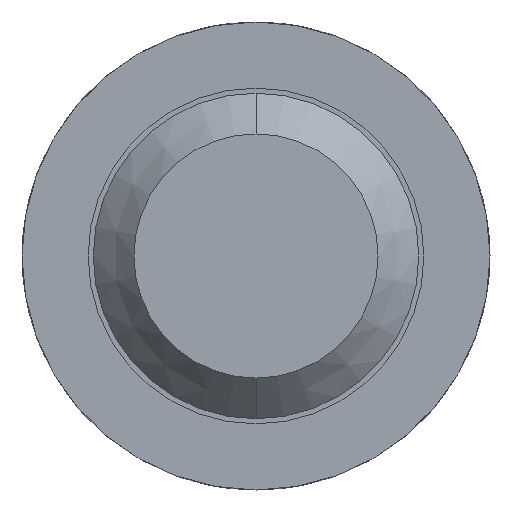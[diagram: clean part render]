
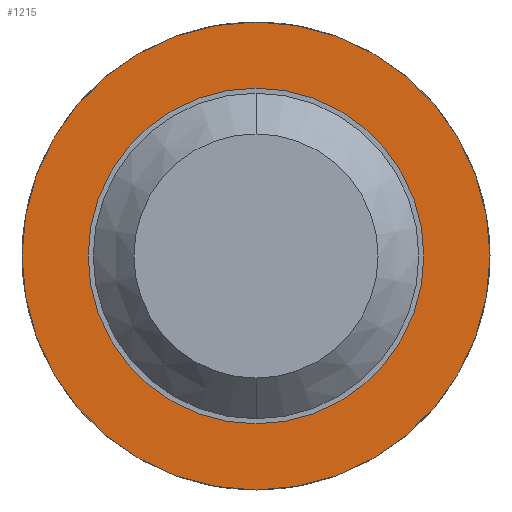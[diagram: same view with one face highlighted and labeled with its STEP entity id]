
A CAD part, front view. The second image highlights one B-rep face of the part: STEP entity #1215.
In plain terms, the highlighted planar face has unit normal (0, -1, 0).
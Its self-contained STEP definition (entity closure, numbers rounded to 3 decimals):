
#148 = FACE_OUTER_BOUND ( 'NONE', #166, .T. ) ;
#166 = EDGE_LOOP ( 'NONE', ( #4630, #2427 ) ) ;
#674 = DIRECTION ( 'NONE',  ( 0., 0., 1. ) ) ;
#690 = DIRECTION ( 'NONE',  ( 0., 1., 0. ) ) ;
#832 = DIRECTION ( 'NONE',  ( 0., 1., 0. ) ) ;
#1140 = DIRECTION ( 'NONE',  ( 0., 1., 0. ) ) ;
#1190 = AXIS2_PLACEMENT_3D ( 'NONE', #4221, #3478, #2018 ) ;
#1215 = ADVANCED_FACE ( 'Defeature ausgef�hrt4_48', ( #148, #2188 ), #3568, .F. ) ;
#1227 = DIRECTION ( 'NONE',  ( 0., 0., 1. ) ) ;
#1358 = EDGE_CURVE ( 'Defeature ausgef�hrt4_44+Defeature ausgef�hrt4_48+Defeature ausgef�hrt4_48+Defeature ausgef�hrt4_48', #4544, #4321, #4705, .T. ) ;
#1418 = VERTEX_POINT ( 'NONE', #4474 ) ;
#1575 = CARTESIAN_POINT ( 'NONE',  ( 0., -1.5, 0. ) ) ;
#1638 = CIRCLE ( 'NONE', #1190, 1.15 ) ;
#1772 = CARTESIAN_POINT ( 'NONE',  ( 0., -1.5, -1.15 ) ) ;
#1783 = AXIS2_PLACEMENT_3D ( 'NONE', #2156, #690, #674 ) ;
#1884 = DIRECTION ( 'NONE',  ( 0., 0., 1. ) ) ;
#1960 = DIRECTION ( 'NONE',  ( 0., 0., 1. ) ) ;
#1997 = EDGE_CURVE ( 'Defeature ausgef�hrt4_48+Defeature ausgef�hrt4_47+Defeature ausgef�hrt4_47+Defeature ausgef�hrt4_47', #1418, #3282, #4641, .T. ) ;
#2018 = DIRECTION ( 'NONE',  ( 0., 0., 1. ) ) ;
#2156 = CARTESIAN_POINT ( 'NONE',  ( 0.825, -1.5, 0. ) ) ;
#2188 = FACE_BOUND ( 'NONE', #4328, .T. ) ;
#2427 = ORIENTED_EDGE ( 'NONE', *, *, #1358, .F. ) ;
#2554 = AXIS2_PLACEMENT_3D ( 'NONE', #4054, #1140, #1884 ) ;
#2734 = CARTESIAN_POINT ( 'NONE',  ( 0., -1.5, 1.15 ) ) ;
#2919 = AXIS2_PLACEMENT_3D ( 'NONE', #3438, #832, #1227 ) ;
#3128 = CARTESIAN_POINT ( 'NONE',  ( 0., -1.5, -0.825 ) ) ;
#3282 = VERTEX_POINT ( 'NONE', #3128 ) ;
#3324 = EDGE_CURVE ( 'Defeature ausgef�hrt4_44+Defeature ausgef�hrt4_48+Defeature ausgef�hrt4_48+Defeature ausgef�hrt4_48', #4321, #4544, #1638, .T. ) ;
#3438 = CARTESIAN_POINT ( 'NONE',  ( 0., -1.5, 0. ) ) ;
#3467 = ORIENTED_EDGE ( 'NONE', *, *, #1997, .T. ) ;
#3478 = DIRECTION ( 'NONE',  ( 0., 1., 0. ) ) ;
#3547 = AXIS2_PLACEMENT_3D ( 'NONE', #1575, #4105, #1960 ) ;
#3568 = PLANE ( 'NONE',  #1783 ) ;
#3623 = EDGE_CURVE ( 'Defeature ausgef�hrt4_48+Defeature ausgef�hrt4_47+Defeature ausgef�hrt4_47+Defeature ausgef�hrt4_47', #3282, #1418, #4028, .T. ) ;
#4007 = ORIENTED_EDGE ( 'NONE', *, *, #3623, .T. ) ;
#4028 = CIRCLE ( 'NONE', #2554, 0.825 ) ;
#4054 = CARTESIAN_POINT ( 'NONE',  ( 0., -1.5, 0. ) ) ;
#4105 = DIRECTION ( 'NONE',  ( 0., 1., 0. ) ) ;
#4221 = CARTESIAN_POINT ( 'NONE',  ( 0., -1.5, 0. ) ) ;
#4321 = VERTEX_POINT ( 'NONE', #2734 ) ;
#4328 = EDGE_LOOP ( 'NONE', ( #3467, #4007 ) ) ;
#4474 = CARTESIAN_POINT ( 'NONE',  ( 0., -1.5, 0.825 ) ) ;
#4544 = VERTEX_POINT ( 'NONE', #1772 ) ;
#4630 = ORIENTED_EDGE ( 'NONE', *, *, #3324, .F. ) ;
#4641 = CIRCLE ( 'NONE', #3547, 0.825 ) ;
#4705 = CIRCLE ( 'NONE', #2919, 1.15 ) ;
